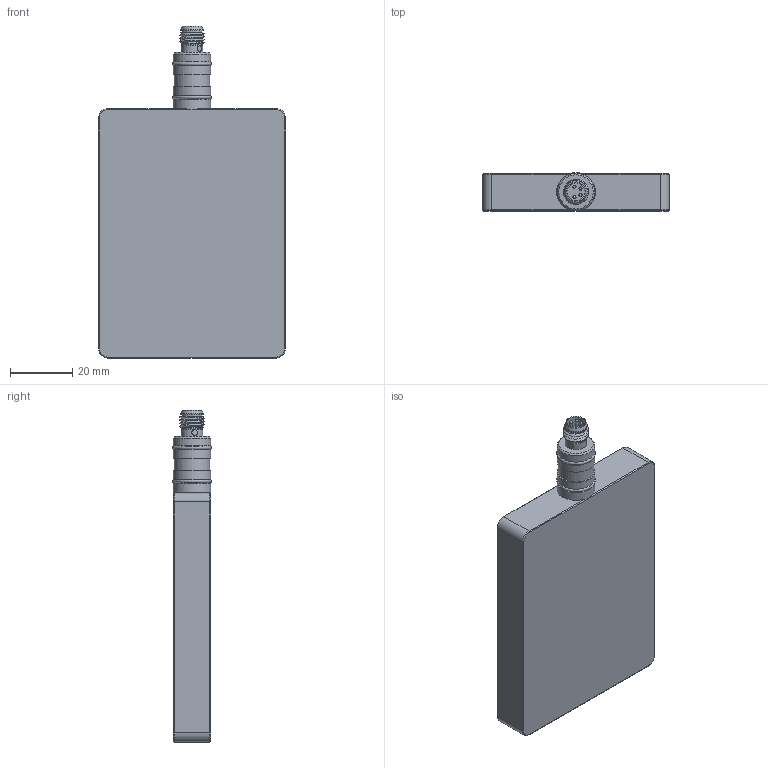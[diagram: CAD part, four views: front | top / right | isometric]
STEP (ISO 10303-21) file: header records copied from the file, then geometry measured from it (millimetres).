
FILE_DESCRIPTION (( 'STEP AP214' ), '1' );
FILE_NAME ('BLH-050-050-D12.STEP', '2020-05-15T06:22:49', ( '' ), ( '' ), 'SwSTEP 2.0', 'SolidWorks 2019', '' );
FILE_SCHEMA (( 'AUTOMOTIVE_DESIGN' ));
Length unit declared in the file: millimetre
Products named in the file (5): BLH-050-050-70-30-002; BLH-050-050-D12; 09-3415-41-04; BLH-050-050-70-10-010; O-Ring_10x1_NBR70_montiert
Assembly tree (5 placements, depth 2):
  BLH-050-050-D12
    BLH-050-050-70-10-010
    BLH-050-050-70-30-002
    O-Ring_10x1_NBR70_montiert  x2
    09-3415-41-04
Bounding box: 60 x 12.5 x 106.5 mm (x, y, z)
Volume: 57160.3 mm3; surface area: 25254 mm2
Topology: 5 solids, 5 shells, 173 faces, 405 edges, 260 vertices
Faces by surface type: plane 69, cylinder 68, cone 15, bspline 11, torus 10
Full cylindrical faces by diameter (mm): 0.8 x4, 1 x8, 2 x2, 5 x1, 5.6 x1, 5.7 x1, 5.8 x3, 5.81 x1, 5.811 x1, 6.4 x1, 6.6 x2, 6.9 x1, 7.2 x1, 10.5 x2, 11.4 x1, 12 x4
Entity records: 7167 total; most frequent: CARTESIAN_POINT 2303, DIRECTION 720, ORIENTED_EDGE 676, EDGE_CURVE 338, AXIS2_PLACEMENT_3D 311, VERTEX_POINT 242, EDGE_LOOP 240, FACE_OUTER_BOUND 205
